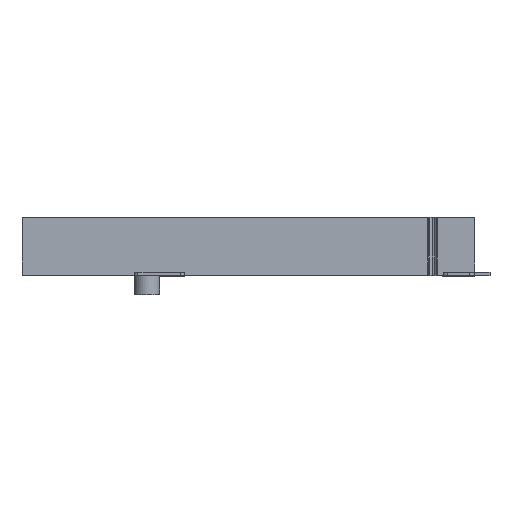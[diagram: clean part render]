
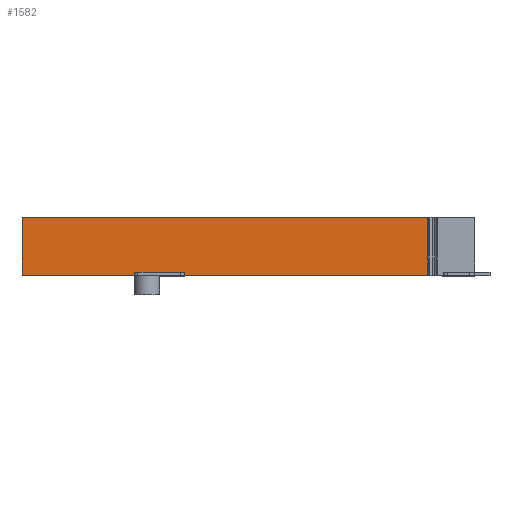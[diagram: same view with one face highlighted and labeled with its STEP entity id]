
A CAD part, top view. The second image highlights one B-rep face of the part: STEP entity #1582.
In plain terms, the highlighted planar face has unit normal (0, 0, 1).
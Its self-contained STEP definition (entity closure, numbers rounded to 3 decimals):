
#78=PLANE('',#1695);
#157=FACE_OUTER_BOUND('',#236,.T.);
#236=EDGE_LOOP('',(#1339,#1340,#1341,#1342,#1343,#1344,#1345,#1346));
#350=LINE('',#2363,#555);
#360=LINE('',#2390,#565);
#361=LINE('',#2392,#566);
#422=LINE('',#2517,#627);
#423=LINE('',#2519,#628);
#424=LINE('',#2521,#629);
#425=LINE('',#2523,#630);
#426=LINE('',#2524,#631);
#555=VECTOR('',#1931,10.);
#565=VECTOR('',#1957,10.);
#566=VECTOR('',#1960,10.);
#627=VECTOR('',#2063,10.);
#628=VECTOR('',#2066,10.);
#629=VECTOR('',#2067,10.);
#630=VECTOR('',#2068,10.);
#631=VECTOR('',#2069,10.);
#763=VERTEX_POINT('',#2360);
#764=VERTEX_POINT('',#2362);
#772=VERTEX_POINT('',#2386);
#773=VERTEX_POINT('',#2388);
#815=VERTEX_POINT('',#2513);
#816=VERTEX_POINT('',#2515);
#817=VERTEX_POINT('',#2520);
#818=VERTEX_POINT('',#2522);
#946=EDGE_CURVE('',#764,#763,#350,.T.);
#960=EDGE_CURVE('',#772,#773,#360,.T.);
#961=EDGE_CURVE('',#773,#764,#361,.T.);
#1022=EDGE_CURVE('',#815,#816,#422,.T.);
#1023=EDGE_CURVE('',#763,#815,#423,.T.);
#1024=EDGE_CURVE('',#817,#816,#424,.T.);
#1025=EDGE_CURVE('',#818,#817,#425,.T.);
#1026=EDGE_CURVE('',#818,#772,#426,.T.);
#1339=ORIENTED_EDGE('',*,*,#946,.T.);
#1340=ORIENTED_EDGE('',*,*,#1023,.T.);
#1341=ORIENTED_EDGE('',*,*,#1022,.T.);
#1342=ORIENTED_EDGE('',*,*,#1024,.F.);
#1343=ORIENTED_EDGE('',*,*,#1025,.F.);
#1344=ORIENTED_EDGE('',*,*,#1026,.T.);
#1345=ORIENTED_EDGE('',*,*,#960,.T.);
#1346=ORIENTED_EDGE('',*,*,#961,.T.);
#1582=ADVANCED_FACE('',(#157),#78,.T.);
#1695=AXIS2_PLACEMENT_3D('',#2518,#2064,#2065);
#1931=DIRECTION('',(0.,-1.,0.));
#1957=DIRECTION('',(0.,1.,0.));
#1960=DIRECTION('',(1.,0.,0.));
#2063=DIRECTION('',(0.,1.,0.));
#2064=DIRECTION('center_axis',(0.,0.,1.));
#2065=DIRECTION('ref_axis',(1.,0.,0.));
#2066=DIRECTION('',(1.,0.,0.));
#2067=DIRECTION('',(1.,0.,0.));
#2068=DIRECTION('',(0.,1.,0.));
#2069=DIRECTION('',(1.,0.,0.));
#2360=CARTESIAN_POINT('',(-2.296,0.,7.336));
#2362=CARTESIAN_POINT('',(-2.296,0.1,7.336));
#2363=CARTESIAN_POINT('',(-2.296,0.,7.336));
#2386=CARTESIAN_POINT('',(-3.889,0.,7.336));
#2388=CARTESIAN_POINT('',(-3.889,0.1,7.336));
#2390=CARTESIAN_POINT('',(-3.889,0.,7.336));
#2392=CARTESIAN_POINT('',(-3.743,0.1,7.336));
#2513=CARTESIAN_POINT('',(5.492,0.,7.336));
#2515=CARTESIAN_POINT('',(5.492,1.85,7.336));
#2517=CARTESIAN_POINT('',(5.492,0.,7.336));
#2518=CARTESIAN_POINT('Origin',(-7.485,0.,7.336));
#2519=CARTESIAN_POINT('',(-7.485,0.,7.336));
#2520=CARTESIAN_POINT('',(-7.485,1.85,7.336));
#2521=CARTESIAN_POINT('',(-7.485,1.85,7.336));
#2522=CARTESIAN_POINT('',(-7.485,0.,7.336));
#2523=CARTESIAN_POINT('',(-7.485,0.,7.336));
#2524=CARTESIAN_POINT('',(-7.485,0.,7.336));
